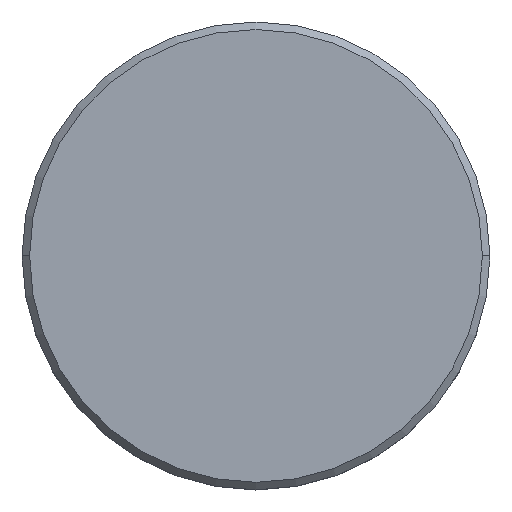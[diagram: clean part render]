
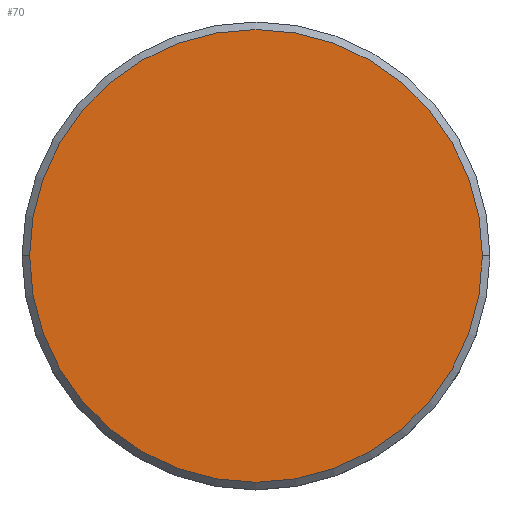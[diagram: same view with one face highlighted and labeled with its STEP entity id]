
A CAD part, top view. The second image highlights one B-rep face of the part: STEP entity #70.
In plain terms, the highlighted planar face has unit normal (0, 0, 1).
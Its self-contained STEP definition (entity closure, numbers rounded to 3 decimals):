
#6 = VERTEX_POINT ( 'NONE', #467 ) ;
#70 = ADVANCED_FACE ( 'NONE', ( #916 ), #633, .T. ) ;
#238 = ORIENTED_EDGE ( 'NONE', *, *, #674, .T. ) ;
#269 = DIRECTION ( 'NONE',  ( 0., 0., 1. ) ) ;
#341 = ORIENTED_EDGE ( 'NONE', *, *, #791, .T. ) ;
#342 = AXIS2_PLACEMENT_3D ( 'NONE', #555, #825, #1104 ) ;
#382 = CIRCLE ( 'NONE', #420, 15. ) ;
#410 = CARTESIAN_POINT ( 'NONE',  ( 0., 0., 0. ) ) ;
#420 = AXIS2_PLACEMENT_3D ( 'NONE', #518, #269, #614 ) ;
#467 = CARTESIAN_POINT ( 'NONE',  ( 15., 0., 0. ) ) ;
#479 = VERTEX_POINT ( 'NONE', #570 ) ;
#518 = CARTESIAN_POINT ( 'NONE',  ( 0., 0., 0. ) ) ;
#555 = CARTESIAN_POINT ( 'NONE',  ( 0., 0., 0. ) ) ;
#570 = CARTESIAN_POINT ( 'NONE',  ( -15., 0., 0. ) ) ;
#614 = DIRECTION ( 'NONE',  ( 1., 0., 0. ) ) ;
#633 = PLANE ( 'NONE',  #342 ) ;
#649 = CIRCLE ( 'NONE', #1110, 15. ) ;
#674 = EDGE_CURVE ( 'NONE', #6, #479, #649, .T. ) ;
#784 = DIRECTION ( 'NONE',  ( 0., 0., 1. ) ) ;
#791 = EDGE_CURVE ( 'NONE', #479, #6, #382, .T. ) ;
#805 = EDGE_LOOP ( 'NONE', ( #341, #238 ) ) ;
#825 = DIRECTION ( 'NONE',  ( 0., 0., 1. ) ) ;
#916 = FACE_OUTER_BOUND ( 'NONE', #805, .T. ) ;
#1062 = DIRECTION ( 'NONE',  ( 1., 0., 0. ) ) ;
#1104 = DIRECTION ( 'NONE',  ( 1., 0., 0. ) ) ;
#1110 = AXIS2_PLACEMENT_3D ( 'NONE', #410, #784, #1062 ) ;
